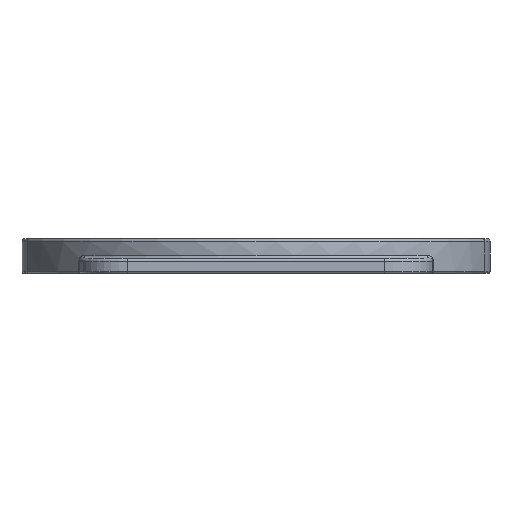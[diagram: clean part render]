
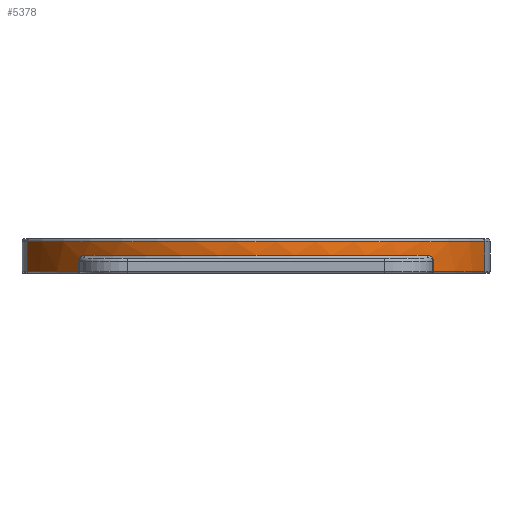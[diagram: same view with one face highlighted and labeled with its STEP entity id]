
A CAD part, front view. The second image highlights one B-rep face of the part: STEP entity #5378.
In plain terms, the highlighted cylindrical face has radius 40 mm (diameter 80 mm), a partial arc.
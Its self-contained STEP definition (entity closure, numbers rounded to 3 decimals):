
#2 = CARTESIAN_POINT ( 'NONE',  ( 38.274, 29.6, 5.3 ) ) ;
#114 = VERTEX_POINT ( 'NONE', #5174 ) ;
#281 = VERTEX_POINT ( 'NONE', #8961 ) ;
#367 = EDGE_CURVE ( 'NONE', #7033, #4457, #11276, .T. ) ;
#463 = DIRECTION ( 'NONE',  ( 1., 0., 0. ) ) ;
#542 = VERTEX_POINT ( 'NONE', #10383 ) ;
#570 = VERTEX_POINT ( 'NONE', #5852 ) ;
#752 = CARTESIAN_POINT ( 'NONE',  ( -29.082, 13.76, 2.953 ) ) ;
#931 = VECTOR ( 'NONE', #2623, 1000. ) ;
#1128 = DIRECTION ( 'NONE',  ( 0., 0., 1. ) ) ;
#1158 = EDGE_CURVE ( 'NONE', #114, #281, #2503, .T. ) ;
#1248 = CYLINDRICAL_SURFACE ( 'NONE', #8206, 40. ) ;
#1306 = VECTOR ( 'NONE', #4958, 1000. ) ;
#1382 = LINE ( 'NONE', #4655, #10133 ) ;
#1443 = CARTESIAN_POINT ( 'NONE',  ( 0., 41.225, 0.3 ) ) ;
#1520 = VERTEX_POINT ( 'NONE', #8787 ) ;
#2048 = VECTOR ( 'NONE', #2392, 1000. ) ;
#2132 = ORIENTED_EDGE ( 'NONE', *, *, #8322, .T. ) ;
#2233 = DIRECTION ( 'NONE',  ( -1., 0., 0. ) ) ;
#2392 = DIRECTION ( 'NONE',  ( 0., 0., 1. ) ) ;
#2423 = CARTESIAN_POINT ( 'NONE',  ( -29.373, 14.073, 2.734 ) ) ;
#2463 = DIRECTION ( 'NONE',  ( 1., 0., 0. ) ) ;
#2503 = LINE ( 'NONE', #3352, #1306 ) ;
#2512 = CARTESIAN_POINT ( 'NONE',  ( -29.63, 14.353, 5.8 ) ) ;
#2602 = AXIS2_PLACEMENT_3D ( 'NONE', #5093, #8776, #2463 ) ;
#2623 = DIRECTION ( 'NONE',  ( 0., 0., 1. ) ) ;
#2888 = ORIENTED_EDGE ( 'NONE', *, *, #11304, .T. ) ;
#2963 = CIRCLE ( 'NONE', #2602, 40. ) ;
#2964 = EDGE_CURVE ( 'NONE', #542, #570, #7622, .T. ) ;
#3221 = CARTESIAN_POINT ( 'NONE',  ( -28.642, 13.303, 3.05 ) ) ;
#3277 = DIRECTION ( 'NONE',  ( 0., 0., 1. ) ) ;
#3352 = CARTESIAN_POINT ( 'NONE',  ( 29.63, 14.353, 5.8 ) ) ;
#3401 = CIRCLE ( 'NONE', #4687, 40. ) ;
#3494 = CARTESIAN_POINT ( 'NONE',  ( -38.274, 29.6, 5.3 ) ) ;
#3579 = CARTESIAN_POINT ( 'NONE',  ( 28.865, 13.533, 3.031 ) ) ;
#3646 = CARTESIAN_POINT ( 'NONE',  ( 29.459, 14.166, 2.631 ) ) ;
#3759 = AXIS2_PLACEMENT_3D ( 'NONE', #8048, #7186, #7074 ) ;
#4054 = CARTESIAN_POINT ( 'NONE',  ( 38.274, 29.6, 5.8 ) ) ;
#4257 = CARTESIAN_POINT ( 'NONE',  ( -28.865, 13.533, 3.031 ) ) ;
#4449 = CARTESIAN_POINT ( 'NONE',  ( 29.183, 13.869, 2.896 ) ) ;
#4457 = VERTEX_POINT ( 'NONE', #3494 ) ;
#4599 = ORIENTED_EDGE ( 'NONE', *, *, #6339, .T. ) ;
#4618 = CARTESIAN_POINT ( 'NONE',  ( 28.755, 13.418, 3.05 ) ) ;
#4655 = CARTESIAN_POINT ( 'NONE',  ( -38.274, 29.6, 5.8 ) ) ;
#4687 = AXIS2_PLACEMENT_3D ( 'NONE', #5491, #1128, #9798 ) ;
#4958 = DIRECTION ( 'NONE',  ( 0., 0., -1. ) ) ;
#5080 = VERTEX_POINT ( 'NONE', #10734 ) ;
#5093 = CARTESIAN_POINT ( 'NONE',  ( 0., 41.225, 3.05 ) ) ;
#5104 = ORIENTED_EDGE ( 'NONE', *, *, #2964, .T. ) ;
#5173 = CARTESIAN_POINT ( 'NONE',  ( -29.184, 13.869, 2.895 ) ) ;
#5174 = CARTESIAN_POINT ( 'NONE',  ( 29.63, 14.353, 2.05 ) ) ;
#5221 = CARTESIAN_POINT ( 'NONE',  ( -29.589, 14.308, 2.369 ) ) ;
#5378 = ADVANCED_FACE ( 'NONE', ( #5553 ), #1248, .T. ) ;
#5491 = CARTESIAN_POINT ( 'NONE',  ( 0., 41.225, 0.3 ) ) ;
#5553 = FACE_OUTER_BOUND ( 'NONE', #8640, .T. ) ;
#5852 = CARTESIAN_POINT ( 'NONE',  ( -28.642, 13.303, 3.05 ) ) ;
#5923 = CARTESIAN_POINT ( 'NONE',  ( -29.63, 14.353, 2.213 ) ) ;
#5976 = CARTESIAN_POINT ( 'NONE',  ( -29.63, 14.353, 2.05 ) ) ;
#6213 = VERTEX_POINT ( 'NONE', #8438 ) ;
#6235 = CARTESIAN_POINT ( 'NONE',  ( 28.642, 13.303, 3.05 ) ) ;
#6339 = EDGE_CURVE ( 'NONE', #570, #5080, #2963, .T. ) ;
#6720 = CIRCLE ( 'NONE', #7980, 40. ) ;
#6788 = ORIENTED_EDGE ( 'NONE', *, *, #9526, .T. ) ;
#7033 = VERTEX_POINT ( 'NONE', #2 ) ;
#7074 = DIRECTION ( 'NONE',  ( 1., 0., 0. ) ) ;
#7167 = CARTESIAN_POINT ( 'NONE',  ( -29.63, 14.353, 0.3 ) ) ;
#7186 = DIRECTION ( 'NONE',  ( 0., 0., -1. ) ) ;
#7216 = CARTESIAN_POINT ( 'NONE',  ( 29.589, 14.308, 2.37 ) ) ;
#7344 = CARTESIAN_POINT ( 'NONE',  ( 0., 41.225, 5.8 ) ) ;
#7622 = B_SPLINE_CURVE_WITH_KNOTS ( 'NONE', 3,
 ( #5976, #5923, #5221, #11252, #2423, #5173, #752, #4257, #11085, #3221 ),
 .UNSPECIFIED., .F., .F.,
 ( 4, 2, 2, 2, 4 ),
 ( 0., 0., 0.001, 0.001, 0.002 ),
 .UNSPECIFIED. ) ;
#7980 = AXIS2_PLACEMENT_3D ( 'NONE', #1443, #3277, #463 ) ;
#8048 = CARTESIAN_POINT ( 'NONE',  ( 0., 41.225, 5.3 ) ) ;
#8129 = CARTESIAN_POINT ( 'NONE',  ( 29.63, 14.353, 2.213 ) ) ;
#8206 = AXIS2_PLACEMENT_3D ( 'NONE', #7344, #10891, #2233 ) ;
#8322 = EDGE_CURVE ( 'NONE', #4457, #6213, #1382, .T. ) ;
#8397 = DIRECTION ( 'NONE',  ( 0., 0., -1. ) ) ;
#8426 = B_SPLINE_CURVE_WITH_KNOTS ( 'NONE', 3,
 ( #6235, #4618, #3579, #8874, #4449, #10759, #3646, #7216, #8129, #10702 ),
 .UNSPECIFIED., .F., .F.,
 ( 4, 2, 2, 2, 4 ),
 ( 0., 0., 0.001, 0.001, 0.002 ),
 .UNSPECIFIED. ) ;
#8438 = CARTESIAN_POINT ( 'NONE',  ( -38.274, 29.6, 0.3 ) ) ;
#8488 = ORIENTED_EDGE ( 'NONE', *, *, #10055, .T. ) ;
#8489 = LINE ( 'NONE', #4054, #2048 ) ;
#8506 = VERTEX_POINT ( 'NONE', #7167 ) ;
#8640 = EDGE_LOOP ( 'NONE', ( #10727, #8488, #10002, #10328, #2132, #6788, #9105, #5104, #4599, #2888 ) ) ;
#8695 = EDGE_CURVE ( 'NONE', #1520, #7033, #8489, .T. ) ;
#8739 = EDGE_CURVE ( 'NONE', #8506, #542, #11226, .T. ) ;
#8776 = DIRECTION ( 'NONE',  ( 0., 0., 1. ) ) ;
#8787 = CARTESIAN_POINT ( 'NONE',  ( 38.274, 29.6, 0.3 ) ) ;
#8874 = CARTESIAN_POINT ( 'NONE',  ( 29.079, 13.757, 2.954 ) ) ;
#8961 = CARTESIAN_POINT ( 'NONE',  ( 29.63, 14.353, 0.3 ) ) ;
#9105 = ORIENTED_EDGE ( 'NONE', *, *, #8739, .T. ) ;
#9526 = EDGE_CURVE ( 'NONE', #6213, #8506, #6720, .T. ) ;
#9798 = DIRECTION ( 'NONE',  ( 1., 0., 0. ) ) ;
#10002 = ORIENTED_EDGE ( 'NONE', *, *, #8695, .T. ) ;
#10055 = EDGE_CURVE ( 'NONE', #281, #1520, #3401, .T. ) ;
#10133 = VECTOR ( 'NONE', #8397, 1000. ) ;
#10328 = ORIENTED_EDGE ( 'NONE', *, *, #367, .T. ) ;
#10383 = CARTESIAN_POINT ( 'NONE',  ( -29.63, 14.353, 2.05 ) ) ;
#10702 = CARTESIAN_POINT ( 'NONE',  ( 29.63, 14.353, 2.05 ) ) ;
#10727 = ORIENTED_EDGE ( 'NONE', *, *, #1158, .T. ) ;
#10734 = CARTESIAN_POINT ( 'NONE',  ( 28.642, 13.303, 3.05 ) ) ;
#10759 = CARTESIAN_POINT ( 'NONE',  ( 29.372, 14.072, 2.735 ) ) ;
#10891 = DIRECTION ( 'NONE',  ( 0., 0., -1. ) ) ;
#11085 = CARTESIAN_POINT ( 'NONE',  ( -28.755, 13.418, 3.05 ) ) ;
#11226 = LINE ( 'NONE', #2512, #931 ) ;
#11252 = CARTESIAN_POINT ( 'NONE',  ( -29.46, 14.166, 2.63 ) ) ;
#11276 = CIRCLE ( 'NONE', #3759, 40. ) ;
#11304 = EDGE_CURVE ( 'NONE', #5080, #114, #8426, .T. ) ;
